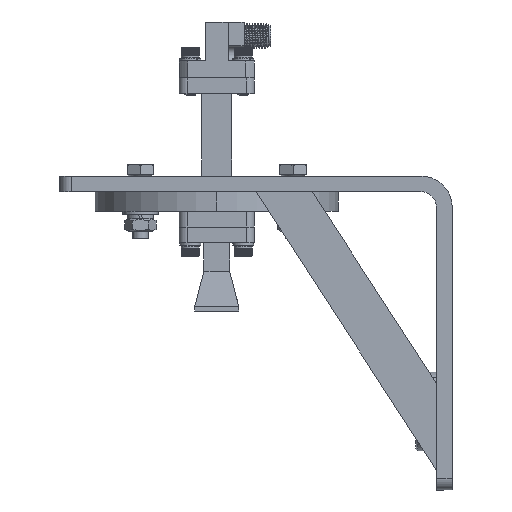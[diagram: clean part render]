
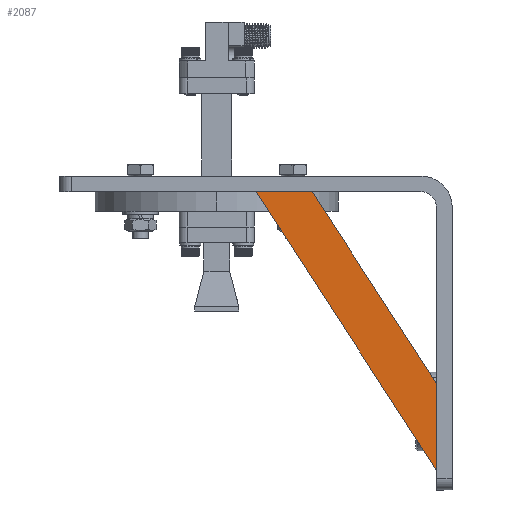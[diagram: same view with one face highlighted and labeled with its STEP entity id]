
A CAD part, left-side view. The second image highlights one B-rep face of the part: STEP entity #2087.
In plain terms, the highlighted planar face has unit normal (-1, 0, 0).
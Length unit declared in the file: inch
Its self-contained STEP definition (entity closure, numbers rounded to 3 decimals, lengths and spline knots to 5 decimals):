
#1278 = VERTEX_POINT ( 'NONE', #17384 ) ;
#1371 = EDGE_CURVE ( 'NONE', #3834, #1278, #26631, .T. ) ;
#2087 = ADVANCED_FACE ( 'NONE', ( #11317 ), #28923, .F. ) ;
#2868 = VECTOR ( 'NONE', #44078, 39.37008 ) ;
#3834 = VERTEX_POINT ( 'NONE', #20842 ) ;
#4614 = CARTESIAN_POINT ( 'NONE',  ( 0., 1.24803, 0. ) ) ;
#7436 = LINE ( 'NONE', #29704, #22175 ) ;
#11317 = FACE_OUTER_BOUND ( 'NONE', #38749, .T. ) ;
#11571 = ORIENTED_EDGE ( 'NONE', *, *, #20828, .F. ) ;
#14314 = CARTESIAN_POINT ( 'NONE',  ( 0., 1.81106, 0. ) ) ;
#14763 = ORIENTED_EDGE ( 'NONE', *, *, #49451, .F. ) ;
#17384 = CARTESIAN_POINT ( 'NONE',  ( 0., 0., -2.79371 ) ) ;
#17497 = CARTESIAN_POINT ( 'NONE',  ( 0., 0., -2.79371 ) ) ;
#18053 = CARTESIAN_POINT ( 'NONE',  ( 0., 0., 0. ) ) ;
#20828 = EDGE_CURVE ( 'NONE', #32126, #45630, #7436, .T. ) ;
#20842 = CARTESIAN_POINT ( 'NONE',  ( 0., 0., -1.9252 ) ) ;
#22077 = ORIENTED_EDGE ( 'NONE', *, *, #56503, .F. ) ;
#22175 = VECTOR ( 'NONE', #47300, 39.37008 ) ;
#23142 = DIRECTION ( 'NONE',  ( 0., 0., -1. ) ) ;
#26631 = LINE ( 'NONE', #44250, #43858 ) ;
#28179 = CARTESIAN_POINT ( 'NONE',  ( 0., 1.24803, 0. ) ) ;
#28923 = PLANE ( 'NONE',  #45699 ) ;
#29704 = CARTESIAN_POINT ( 'NONE',  ( 0., 0., 0. ) ) ;
#32126 = VERTEX_POINT ( 'NONE', #14314 ) ;
#38749 = EDGE_LOOP ( 'NONE', ( #22077, #46248, #14763, #11571 ) ) ;
#43229 = LINE ( 'NONE', #17497, #2868 ) ;
#43858 = VECTOR ( 'NONE', #23142, 39.37008 ) ;
#44078 = DIRECTION ( 'NONE',  ( 0., 0.544, 0.839 ) ) ;
#44250 = CARTESIAN_POINT ( 'NONE',  ( 0., 0., 0. ) ) ;
#45630 = VERTEX_POINT ( 'NONE', #4614 ) ;
#45699 = AXIS2_PLACEMENT_3D ( 'NONE', #18053, #48946, #46535 ) ;
#46248 = ORIENTED_EDGE ( 'NONE', *, *, #1371, .F. ) ;
#46359 = LINE ( 'NONE', #28179, #51259 ) ;
#46535 = DIRECTION ( 'NONE',  ( 0., 0., -1. ) ) ;
#47300 = DIRECTION ( 'NONE',  ( 0., -1., 0. ) ) ;
#48946 = DIRECTION ( 'NONE',  ( 1., 0., 0. ) ) ;
#49451 = EDGE_CURVE ( 'NONE', #45630, #3834, #46359, .T. ) ;
#51259 = VECTOR ( 'NONE', #54446, 39.37008 ) ;
#54446 = DIRECTION ( 'NONE',  ( 0., -0.544, -0.839 ) ) ;
#56503 = EDGE_CURVE ( 'NONE', #1278, #32126, #43229, .T. ) ;
